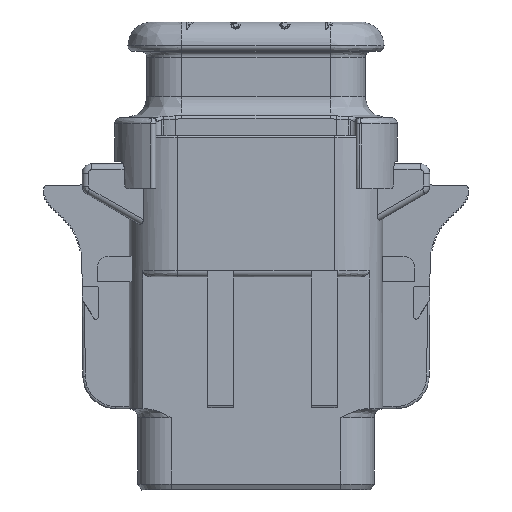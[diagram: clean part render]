
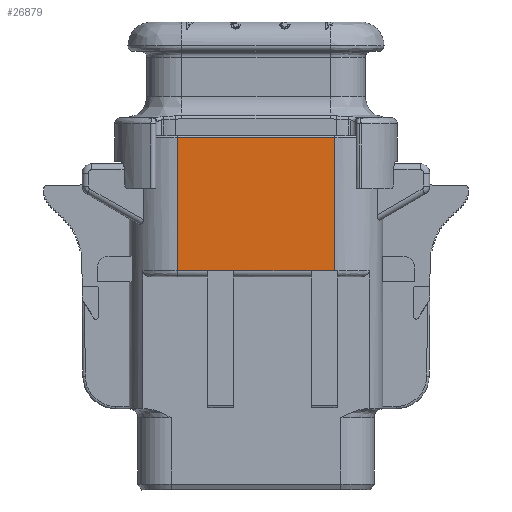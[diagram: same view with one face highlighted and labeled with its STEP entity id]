
A CAD part, left-side view. The second image highlights one B-rep face of the part: STEP entity #26879.
In plain terms, the highlighted planar face has unit normal (-1, 0, 0).
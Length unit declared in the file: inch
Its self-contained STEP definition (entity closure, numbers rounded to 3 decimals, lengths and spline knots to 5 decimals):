
#1959 = VERTEX_POINT ( 'NONE', #2595 ) ;
#2595 = CARTESIAN_POINT ( 'NONE',  ( -0.30118, 0.26378, 1.17717 ) ) ;
#2870 = PLANE ( 'NONE',  #15230 ) ;
#3087 = VERTEX_POINT ( 'NONE', #40961 ) ;
#3263 = VECTOR ( 'NONE', #31417, 39.37008 ) ;
#3550 = CARTESIAN_POINT ( 'NONE',  ( -0.30118, -0.26378, 0.73228 ) ) ;
#5879 = VERTEX_POINT ( 'NONE', #24410 ) ;
#6673 = CARTESIAN_POINT ( 'NONE',  ( -0.30118, -0.26378, 1.09322 ) ) ;
#7035 = DIRECTION ( 'NONE',  ( 0., -1., 0. ) ) ;
#7204 = DIRECTION ( 'NONE',  ( 0., 0., -1. ) ) ;
#7224 = CARTESIAN_POINT ( 'NONE',  ( -0.30118, 0.42323, 0.73228 ) ) ;
#7759 = VECTOR ( 'NONE', #11589, 39.37008 ) ;
#7764 = LINE ( 'NONE', #40510, #22991 ) ;
#9909 = VERTEX_POINT ( 'NONE', #42728 ) ;
#10554 = CARTESIAN_POINT ( 'NONE',  ( -0.30118, 0.42323, 0. ) ) ;
#11498 = DIRECTION ( 'NONE',  ( 0., -1., 0. ) ) ;
#11589 = DIRECTION ( 'NONE',  ( 0., -1., 0. ) ) ;
#11819 = EDGE_LOOP ( 'NONE', ( #47226, #46058, #45667, #34281, #44811, #23014, #36619 ) ) ;
#15230 = AXIS2_PLACEMENT_3D ( 'NONE', #10554, #19599, #18866 ) ;
#18245 = VECTOR ( 'NONE', #7204, 39.37008 ) ;
#18570 = VECTOR ( 'NONE', #26238, 39.37008 ) ;
#18866 = DIRECTION ( 'NONE',  ( 0., 0., 1. ) ) ;
#19599 = DIRECTION ( 'NONE',  ( -1., 0., 0. ) ) ;
#20066 = VERTEX_POINT ( 'NONE', #27995 ) ;
#20343 = LINE ( 'NONE', #52788, #3263 ) ;
#21274 = VECTOR ( 'NONE', #7035, 39.37008 ) ;
#21572 = EDGE_CURVE ( 'NONE', #39888, #20066, #35444, .T. ) ;
#22991 = VECTOR ( 'NONE', #27989, 39.37008 ) ;
#23014 = ORIENTED_EDGE ( 'NONE', *, *, #45616, .T. ) ;
#23223 = LINE ( 'NONE', #39323, #18570 ) ;
#23391 = CARTESIAN_POINT ( 'NONE',  ( -0.30118, 0.26378, 0.73228 ) ) ;
#24020 = CARTESIAN_POINT ( 'NONE',  ( -0.30118, 0.42323, 0.73228 ) ) ;
#24410 = CARTESIAN_POINT ( 'NONE',  ( -0.30118, 0.0748, 0.73228 ) ) ;
#25199 = FACE_OUTER_BOUND ( 'NONE', #11819, .T. ) ;
#26000 = EDGE_CURVE ( 'NONE', #20066, #5879, #33882, .T. ) ;
#26238 = DIRECTION ( 'NONE',  ( 0., -1., 0. ) ) ;
#26694 = VERTEX_POINT ( 'NONE', #3550 ) ;
#26879 = ADVANCED_FACE ( 'NONE', ( #25199 ), #2870, .T. ) ;
#26972 = LINE ( 'NONE', #24020, #7759 ) ;
#27989 = DIRECTION ( 'NONE',  ( 0., 0., 1. ) ) ;
#27995 = CARTESIAN_POINT ( 'NONE',  ( -0.30118, 0.16339, 0.73228 ) ) ;
#29450 = EDGE_CURVE ( 'NONE', #39888, #1959, #7764, .T. ) ;
#29575 = VECTOR ( 'NONE', #11498, 39.37008 ) ;
#31417 = DIRECTION ( 'NONE',  ( 0., -1., 0. ) ) ;
#33882 = LINE ( 'NONE', #7224, #21274 ) ;
#34281 = ORIENTED_EDGE ( 'NONE', *, *, #21572, .T. ) ;
#35444 = LINE ( 'NONE', #36631, #29575 ) ;
#36619 = ORIENTED_EDGE ( 'NONE', *, *, #41600, .T. ) ;
#36631 = CARTESIAN_POINT ( 'NONE',  ( -0.30118, 0.42323, 0.73228 ) ) ;
#38340 = EDGE_CURVE ( 'NONE', #9909, #26694, #53292, .T. ) ;
#39323 = CARTESIAN_POINT ( 'NONE',  ( -0.30118, 0.42323, 0.73228 ) ) ;
#39888 = VERTEX_POINT ( 'NONE', #23391 ) ;
#40510 = CARTESIAN_POINT ( 'NONE',  ( -0.30118, 0.26378, 1.09322 ) ) ;
#40961 = CARTESIAN_POINT ( 'NONE',  ( -0.30118, -0.18504, 0.73228 ) ) ;
#41600 = EDGE_CURVE ( 'NONE', #3087, #26694, #23223, .T. ) ;
#42728 = CARTESIAN_POINT ( 'NONE',  ( -0.30118, -0.26378, 1.17717 ) ) ;
#44811 = ORIENTED_EDGE ( 'NONE', *, *, #26000, .T. ) ;
#45616 = EDGE_CURVE ( 'NONE', #5879, #3087, #26972, .T. ) ;
#45667 = ORIENTED_EDGE ( 'NONE', *, *, #29450, .F. ) ;
#46058 = ORIENTED_EDGE ( 'NONE', *, *, #53093, .F. ) ;
#47226 = ORIENTED_EDGE ( 'NONE', *, *, #38340, .F. ) ;
#52788 = CARTESIAN_POINT ( 'NONE',  ( -0.30118, 0.26679, 1.17717 ) ) ;
#53093 = EDGE_CURVE ( 'NONE', #1959, #9909, #20343, .T. ) ;
#53292 = LINE ( 'NONE', #6673, #18245 ) ;
